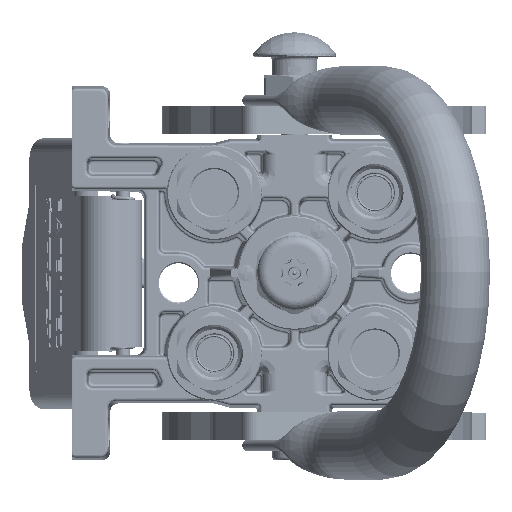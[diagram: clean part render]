
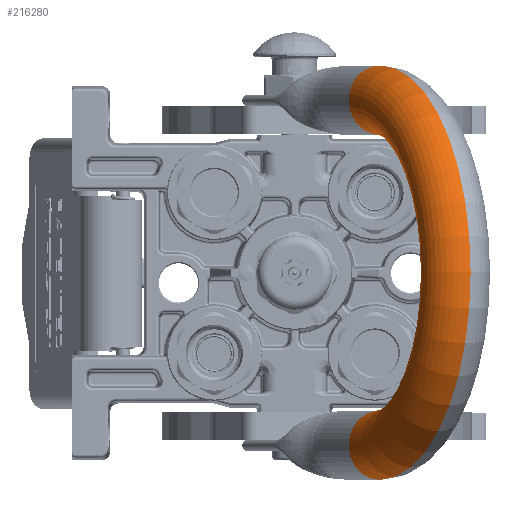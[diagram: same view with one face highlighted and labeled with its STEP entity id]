
A CAD part, top view. The second image highlights one B-rep face of the part: STEP entity #216280.
In plain terms, the highlighted toroidal (fillet/blend) face has major radius 62.25 mm and minor radius 12.5 mm.
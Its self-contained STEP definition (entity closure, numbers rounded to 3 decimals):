
#4697 = CARTESIAN_POINT ( 'NONE',  ( -49.75, 0., 25.25 ) ) ;
#9867 = ORIENTED_EDGE ( 'NONE', *, *, #76830, .T. ) ;
#12719 = AXIS2_PLACEMENT_3D ( 'NONE', #102983, #116268, #49307 ) ;
#20507 = VERTEX_POINT ( 'NONE', #130905 ) ;
#20822 = EDGE_CURVE ( 'NONE', #138000, #48375, #212699, .T. ) ;
#32536 = CIRCLE ( 'NONE', #39121, 49.75 ) ;
#37384 = DIRECTION ( 'NONE',  ( -1., 0., 0. ) ) ;
#38106 = CARTESIAN_POINT ( 'NONE',  ( 0., 0., 25.25 ) ) ;
#39077 = TOROIDAL_SURFACE ( 'NONE', #12719, 62.25, 12.5 ) ;
#39121 = AXIS2_PLACEMENT_3D ( 'NONE', #154747, #53871, #72322 ) ;
#48375 = VERTEX_POINT ( 'NONE', #83795 ) ;
#49307 = DIRECTION ( 'NONE',  ( 1., 0., 0. ) ) ;
#53871 = DIRECTION ( 'NONE',  ( 0., 1., 0. ) ) ;
#55735 = DIRECTION ( 'NONE',  ( 0., 1., 0. ) ) ;
#59685 = CARTESIAN_POINT ( 'NONE',  ( 62.25, 0., 25.25 ) ) ;
#61709 = EDGE_CURVE ( 'NONE', #48375, #20507, #161189, .T. ) ;
#66773 = AXIS2_PLACEMENT_3D ( 'NONE', #91215, #139720, #141921 ) ;
#72322 = DIRECTION ( 'NONE',  ( -1., 0., 0. ) ) ;
#76830 = EDGE_CURVE ( 'NONE', #189368, #20507, #32536, .T. ) ;
#83795 = CARTESIAN_POINT ( 'NONE',  ( 74.75, 0., 25.25 ) ) ;
#91215 = CARTESIAN_POINT ( 'NONE',  ( -62.25, 0., 25.25 ) ) ;
#92345 = ORIENTED_EDGE ( 'NONE', *, *, #20822, .F. ) ;
#94994 = DIRECTION ( 'NONE',  ( 1., 0., 0. ) ) ;
#102983 = CARTESIAN_POINT ( 'NONE',  ( 0., 0., 25.25 ) ) ;
#110758 = AXIS2_PLACEMENT_3D ( 'NONE', #59685, #195700, #94994 ) ;
#116268 = DIRECTION ( 'NONE',  ( 0., 1., 0. ) ) ;
#123783 = ORIENTED_EDGE ( 'NONE', *, *, #61709, .F. ) ;
#130905 = CARTESIAN_POINT ( 'NONE',  ( 49.75, 0., 25.25 ) ) ;
#137623 = CARTESIAN_POINT ( 'NONE',  ( -74.75, 0., 25.25 ) ) ;
#138000 = VERTEX_POINT ( 'NONE', #137623 ) ;
#139720 = DIRECTION ( 'NONE',  ( 0., 0., 1. ) ) ;
#141921 = DIRECTION ( 'NONE',  ( -1., 0., 0. ) ) ;
#154747 = CARTESIAN_POINT ( 'NONE',  ( 0., 0., 25.25 ) ) ;
#161189 = CIRCLE ( 'NONE', #110758, 12.5 ) ;
#168105 = CIRCLE ( 'NONE', #66773, 12.5 ) ;
#168141 = ORIENTED_EDGE ( 'NONE', *, *, #173212, .T. ) ;
#173212 = EDGE_CURVE ( 'NONE', #138000, #189368, #168105, .T. ) ;
#189368 = VERTEX_POINT ( 'NONE', #4697 ) ;
#195700 = DIRECTION ( 'NONE',  ( 0., 0., -1. ) ) ;
#200723 = AXIS2_PLACEMENT_3D ( 'NONE', #38106, #55735, #37384 ) ;
#202222 = FACE_OUTER_BOUND ( 'NONE', #215354, .T. ) ;
#212699 = CIRCLE ( 'NONE', #200723, 74.75 ) ;
#215354 = EDGE_LOOP ( 'NONE', ( #9867, #123783, #92345, #168141 ) ) ;
#216280 = ADVANCED_FACE ( 'NONE', ( #202222 ), #39077, .T. ) ;
